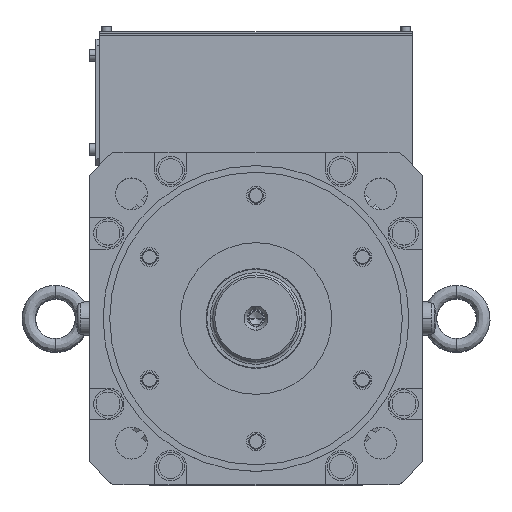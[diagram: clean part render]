
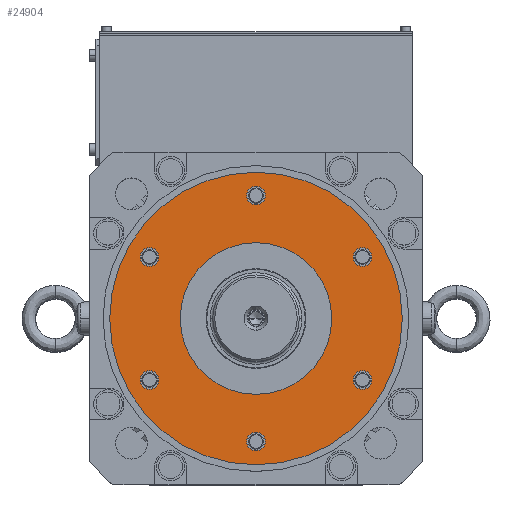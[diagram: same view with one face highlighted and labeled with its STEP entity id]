
A CAD part, top view. The second image highlights one B-rep face of the part: STEP entity #24904.
In plain terms, the highlighted planar face has unit normal (0, 0, 1).
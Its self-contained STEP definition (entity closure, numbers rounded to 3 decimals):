
#9673=CARTESIAN_POINT('',(0.,0.,173.));
#9674=DIRECTION('',(0.,0.,-1.));
#9675=DIRECTION('',(-1.,0.,0.));
#9676=AXIS2_PLACEMENT_3D('',#9673,#9674,#9675);
#9678=CARTESIAN_POINT('',(0.,0.,173.));
#9679=DIRECTION('',(0.,0.,-1.));
#9680=DIRECTION('',(1.,0.,0.));
#9681=AXIS2_PLACEMENT_3D('',#9678,#9679,#9680);
#9683=CARTESIAN_POINT('',(0.,0.,173.));
#9684=DIRECTION('',(0.,0.,1.));
#9685=DIRECTION('',(-1.,0.,0.));
#9686=AXIS2_PLACEMENT_3D('',#9683,#9684,#9685);
#9688=CARTESIAN_POINT('',(0.,0.,173.));
#9689=DIRECTION('',(0.,0.,1.));
#9690=DIRECTION('',(1.,0.,0.));
#9691=AXIS2_PLACEMENT_3D('',#9688,#9689,#9690);
#9693=CARTESIAN_POINT('',(80.107,46.25,173.));
#9694=DIRECTION('',(0.,0.,1.));
#9695=DIRECTION('',(-1.,0.,0.));
#9696=AXIS2_PLACEMENT_3D('',#9693,#9694,#9695);
#9698=CARTESIAN_POINT('',(80.107,46.25,173.));
#9699=DIRECTION('',(0.,0.,1.));
#9700=DIRECTION('',(1.,0.,0.));
#9701=AXIS2_PLACEMENT_3D('',#9698,#9699,#9700);
#9703=CARTESIAN_POINT('',(80.107,-46.25,173.));
#9704=DIRECTION('',(0.,0.,1.));
#9705=DIRECTION('',(-1.,0.,0.));
#9706=AXIS2_PLACEMENT_3D('',#9703,#9704,#9705);
#9708=CARTESIAN_POINT('',(80.107,-46.25,173.));
#9709=DIRECTION('',(0.,0.,1.));
#9710=DIRECTION('',(1.,0.,0.));
#9711=AXIS2_PLACEMENT_3D('',#9708,#9709,#9710);
#9713=CARTESIAN_POINT('',(0.,-92.5,173.));
#9714=DIRECTION('',(0.,0.,1.));
#9715=DIRECTION('',(-1.,0.,0.));
#9716=AXIS2_PLACEMENT_3D('',#9713,#9714,#9715);
#9718=CARTESIAN_POINT('',(0.,-92.5,173.));
#9719=DIRECTION('',(0.,0.,1.));
#9720=DIRECTION('',(1.,0.,0.));
#9721=AXIS2_PLACEMENT_3D('',#9718,#9719,#9720);
#9723=CARTESIAN_POINT('',(-80.107,-46.25,173.));
#9724=DIRECTION('',(0.,0.,1.));
#9725=DIRECTION('',(-1.,0.,0.));
#9726=AXIS2_PLACEMENT_3D('',#9723,#9724,#9725);
#9728=CARTESIAN_POINT('',(-80.107,-46.25,173.));
#9729=DIRECTION('',(0.,0.,1.));
#9730=DIRECTION('',(1.,0.,0.));
#9731=AXIS2_PLACEMENT_3D('',#9728,#9729,#9730);
#9733=CARTESIAN_POINT('',(-80.107,46.25,173.));
#9734=DIRECTION('',(0.,0.,1.));
#9735=DIRECTION('',(-1.,0.,0.));
#9736=AXIS2_PLACEMENT_3D('',#9733,#9734,#9735);
#9738=CARTESIAN_POINT('',(-80.107,46.25,173.));
#9739=DIRECTION('',(0.,0.,1.));
#9740=DIRECTION('',(1.,0.,0.));
#9741=AXIS2_PLACEMENT_3D('',#9738,#9739,#9740);
#9743=CARTESIAN_POINT('',(0.,92.5,173.));
#9744=DIRECTION('',(0.,0.,1.));
#9745=DIRECTION('',(-1.,0.,0.));
#9746=AXIS2_PLACEMENT_3D('',#9743,#9744,#9745);
#9748=CARTESIAN_POINT('',(0.,92.5,173.));
#9749=DIRECTION('',(0.,0.,1.));
#9750=DIRECTION('',(1.,0.,0.));
#9751=AXIS2_PLACEMENT_3D('',#9748,#9749,#9750);
#12327=CARTESIAN_POINT('',(110.,0.,173.));
#12328=VERTEX_POINT('',#12327);
#12329=CARTESIAN_POINT('',(-110.,0.,173.));
#12330=VERTEX_POINT('',#12329);
#12331=CARTESIAN_POINT('',(-57.,0.,173.));
#12332=CARTESIAN_POINT('',(57.,0.,173.));
#12333=VERTEX_POINT('',#12331);
#12334=VERTEX_POINT('',#12332);
#12335=CARTESIAN_POINT('',(73.107,46.25,173.));
#12336=CARTESIAN_POINT('',(87.107,46.25,173.));
#12337=VERTEX_POINT('',#12335);
#12338=VERTEX_POINT('',#12336);
#12339=CARTESIAN_POINT('',(73.107,-46.25,173.));
#12340=CARTESIAN_POINT('',(87.107,-46.25,173.));
#12341=VERTEX_POINT('',#12339);
#12342=VERTEX_POINT('',#12340);
#12343=CARTESIAN_POINT('',(-7.,-92.5,173.));
#12344=CARTESIAN_POINT('',(7.,-92.5,173.));
#12345=VERTEX_POINT('',#12343);
#12346=VERTEX_POINT('',#12344);
#12347=CARTESIAN_POINT('',(-87.107,-46.25,173.));
#12348=CARTESIAN_POINT('',(-73.107,-46.25,173.));
#12349=VERTEX_POINT('',#12347);
#12350=VERTEX_POINT('',#12348);
#12351=CARTESIAN_POINT('',(-87.107,46.25,173.));
#12352=CARTESIAN_POINT('',(-73.107,46.25,173.));
#12353=VERTEX_POINT('',#12351);
#12354=VERTEX_POINT('',#12352);
#12355=CARTESIAN_POINT('',(-7.,92.5,173.));
#12356=CARTESIAN_POINT('',(7.,92.5,173.));
#12357=VERTEX_POINT('',#12355);
#12358=VERTEX_POINT('',#12356);
#24853=CARTESIAN_POINT('',(0.,0.,173.));
#24854=DIRECTION('',(0.,0.,1.));
#24855=DIRECTION('',(1.,0.,0.));
#24856=AXIS2_PLACEMENT_3D('',#24853,#24854,#24855);
#24857=PLANE('',#24856);
#24858=ORIENTED_EDGE('',*,*,#24833,.T.);
#24859=ORIENTED_EDGE('',*,*,#24847,.T.);
#24860=EDGE_LOOP('',(#24858,#24859));
#24861=FACE_OUTER_BOUND('',#24860,.F.);
#24863=ORIENTED_EDGE('',*,*,#24862,.T.);
#24865=ORIENTED_EDGE('',*,*,#24864,.T.);
#24866=EDGE_LOOP('',(#24863,#24865));
#24867=FACE_BOUND('',#24866,.F.);
#24869=ORIENTED_EDGE('',*,*,#24868,.T.);
#24871=ORIENTED_EDGE('',*,*,#24870,.T.);
#24872=EDGE_LOOP('',(#24869,#24871));
#24873=FACE_BOUND('',#24872,.F.);
#24875=ORIENTED_EDGE('',*,*,#24874,.T.);
#24877=ORIENTED_EDGE('',*,*,#24876,.T.);
#24878=EDGE_LOOP('',(#24875,#24877));
#24879=FACE_BOUND('',#24878,.F.);
#24881=ORIENTED_EDGE('',*,*,#24880,.T.);
#24883=ORIENTED_EDGE('',*,*,#24882,.T.);
#24884=EDGE_LOOP('',(#24881,#24883));
#24885=FACE_BOUND('',#24884,.F.);
#24887=ORIENTED_EDGE('',*,*,#24886,.T.);
#24889=ORIENTED_EDGE('',*,*,#24888,.T.);
#24890=EDGE_LOOP('',(#24887,#24889));
#24891=FACE_BOUND('',#24890,.F.);
#24893=ORIENTED_EDGE('',*,*,#24892,.T.);
#24895=ORIENTED_EDGE('',*,*,#24894,.T.);
#24896=EDGE_LOOP('',(#24893,#24895));
#24897=FACE_BOUND('',#24896,.F.);
#24899=ORIENTED_EDGE('',*,*,#24898,.T.);
#24901=ORIENTED_EDGE('',*,*,#24900,.T.);
#24902=EDGE_LOOP('',(#24899,#24901));
#24903=FACE_BOUND('',#24902,.F.);
#24904=ADVANCED_FACE('',(#24861,#24867,#24873,#24879,#24885,#24891,#24897,
#24903),#24857,.T.);
#9677=CIRCLE('',#9676,110.);
#9682=CIRCLE('',#9681,110.);
#9687=CIRCLE('',#9686,57.);
#9692=CIRCLE('',#9691,57.);
#9697=CIRCLE('',#9696,7.);
#9702=CIRCLE('',#9701,7.);
#9707=CIRCLE('',#9706,7.);
#9712=CIRCLE('',#9711,7.);
#9717=CIRCLE('',#9716,7.);
#9722=CIRCLE('',#9721,7.);
#9727=CIRCLE('',#9726,7.);
#9732=CIRCLE('',#9731,7.);
#9737=CIRCLE('',#9736,7.);
#9742=CIRCLE('',#9741,7.);
#9747=CIRCLE('',#9746,7.);
#9752=CIRCLE('',#9751,7.);
#24833=EDGE_CURVE('',#12330,#12328,#9677,.T.);
#24847=EDGE_CURVE('',#12328,#12330,#9682,.T.);
#24862=EDGE_CURVE('',#12333,#12334,#9687,.T.);
#24864=EDGE_CURVE('',#12334,#12333,#9692,.T.);
#24868=EDGE_CURVE('',#12337,#12338,#9697,.T.);
#24870=EDGE_CURVE('',#12338,#12337,#9702,.T.);
#24874=EDGE_CURVE('',#12341,#12342,#9707,.T.);
#24876=EDGE_CURVE('',#12342,#12341,#9712,.T.);
#24880=EDGE_CURVE('',#12345,#12346,#9717,.T.);
#24882=EDGE_CURVE('',#12346,#12345,#9722,.T.);
#24886=EDGE_CURVE('',#12349,#12350,#9727,.T.);
#24888=EDGE_CURVE('',#12350,#12349,#9732,.T.);
#24892=EDGE_CURVE('',#12353,#12354,#9737,.T.);
#24894=EDGE_CURVE('',#12354,#12353,#9742,.T.);
#24898=EDGE_CURVE('',#12357,#12358,#9747,.T.);
#24900=EDGE_CURVE('',#12358,#12357,#9752,.T.);
